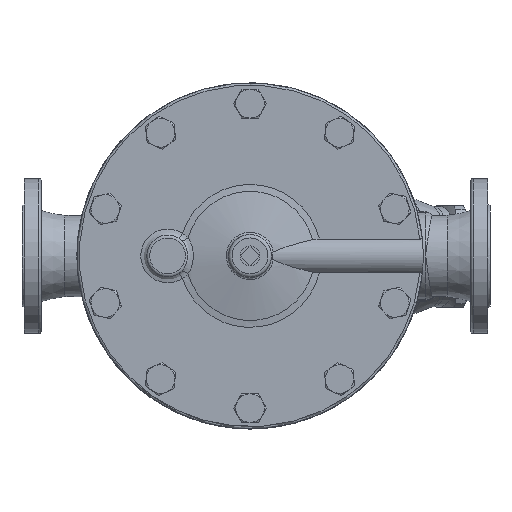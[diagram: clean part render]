
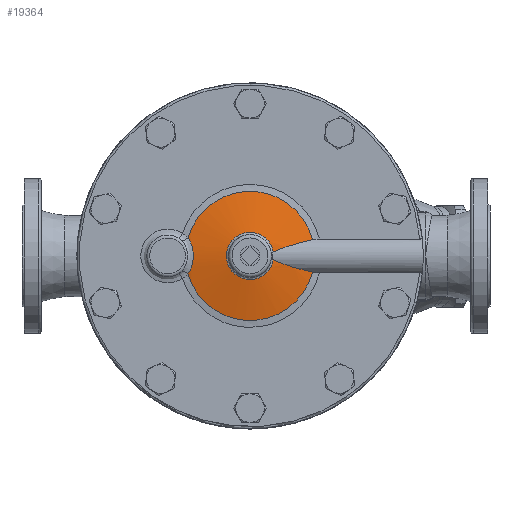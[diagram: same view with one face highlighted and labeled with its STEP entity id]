
A CAD part, top view. The second image highlights one B-rep face of the part: STEP entity #19364.
In plain terms, the highlighted spherical face has radius 190 mm.
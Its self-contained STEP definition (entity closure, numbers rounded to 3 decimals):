
#18967=CARTESIAN_POINT('',(-51.921,-15.276,24.929));
#18968=VERTEX_POINT('',#18967);
#18976=CARTESIAN_POINT('',(-51.921,15.276,24.929));
#18977=VERTEX_POINT('',#18976);
#18978=CARTESIAN_POINT('',(-51.921,-15.276,24.929));
#18979=CARTESIAN_POINT('',(-51.49,-14.66,25.103));
#18980=CARTESIAN_POINT('',(-50.686,-13.373,25.431));
#18981=CARTESIAN_POINT('',(-49.673,-11.307,25.848));
#18982=CARTESIAN_POINT('',(-48.859,-9.147,26.187));
#18983=CARTESIAN_POINT('',(-48.138,-6.556,26.491));
#18984=CARTESIAN_POINT('',(-47.748,-4.257,26.658));
#18985=CARTESIAN_POINT('',(-47.535,-1.938,26.75));
#18986=CARTESIAN_POINT('',(-47.464,-0.005,26.781));
#18987=CARTESIAN_POINT('',(-47.548,2.319,26.745));
#18988=CARTESIAN_POINT('',(-47.805,4.636,26.634));
#18989=CARTESIAN_POINT('',(-48.239,6.915,26.449));
#18990=CARTESIAN_POINT('',(-48.856,9.137,26.189));
#18991=CARTESIAN_POINT('',(-49.672,11.306,25.848));
#18992=CARTESIAN_POINT('',(-50.686,13.372,25.431));
#18993=CARTESIAN_POINT('',(-51.49,14.66,25.103));
#18994=CARTESIAN_POINT('',(-51.921,15.276,24.929));
#18995=B_SPLINE_CURVE_WITH_KNOTS('',3,(#18978,#18979,#18980,#18981,#18982,#18983,#18984,#18985,#18986,#18987,#18988,#18989,#18990,#18991,#18992,#18993,#18994),.UNSPECIFIED.,.F.,.U.,(4,1,1,1,1,1,1,1,1,1,1,1,1,1,4),(-3.347,-3.108,-2.869,-2.63,-2.391,-2.032,-1.912,-1.673,-1.434,-1.195,-0.956,-0.717,-0.478,-0.239,0.0),.UNSPECIFIED.);
#18996=EDGE_CURVE('',#18968,#18977,#18995,.T.);
#19268=CARTESIAN_POINT('',(52.383,13.61,24.929));
#19269=VERTEX_POINT('',#19268);
#19270=CARTESIAN_POINT('',(0.,0.0,24.929));
#19271=DIRECTION('',(0.0,0.0,-1.0));
#19272=DIRECTION('',(0.0,1.0,0.0));
#19273=AXIS2_PLACEMENT_3D('',#19270,#19271,#19272);
#19274=CIRCLE('',#19273,54.122);
#19275=EDGE_CURVE('',#18977,#19269,#19274,.T.);
#19291=CARTESIAN_POINT('',(0.,0.0,-157.2));
#19292=DIRECTION('',(0.0,0.0,1.0));
#19293=DIRECTION('',(1.0,0.0,0.0));
#19294=AXIS2_PLACEMENT_3D('',#19291,#19292,#19293);
#19295=SPHERICAL_SURFACE('',#19294,190.);
#19296=ORIENTED_EDGE('',*,*,#18996,.F.);
#19297=CARTESIAN_POINT('',(52.383,-13.61,24.929));
#19298=VERTEX_POINT('',#19297);
#19299=CARTESIAN_POINT('',(0.,0.0,24.929));
#19300=DIRECTION('',(0.0,0.0,-1.0));
#19301=DIRECTION('',(0.0,1.0,0.0));
#19302=AXIS2_PLACEMENT_3D('',#19299,#19300,#19301);
#19303=CIRCLE('',#19302,54.122);
#19304=EDGE_CURVE('',#19298,#18968,#19303,.T.);
#19305=ORIENTED_EDGE('',*,*,#19304,.F.);
#19306=CARTESIAN_POINT('',(19.514,-3.301,31.766));
#19307=VERTEX_POINT('',#19306);
#19308=CARTESIAN_POINT('',(52.383,-13.61,24.929));
#19309=CARTESIAN_POINT('',(48.208,-12.742,26.194));
#19310=CARTESIAN_POINT('',(43.935,-11.698,27.334));
#19311=CARTESIAN_POINT('',(39.744,-10.536,28.298));
#19312=CARTESIAN_POINT('',(36.233,-9.563,29.105));
#19313=CARTESIAN_POINT('',(32.778,-8.511,29.791));
#19314=CARTESIAN_POINT('',(29.497,-7.394,30.351));
#19315=CARTESIAN_POINT('',(29.012,-7.229,30.433));
#19316=CARTESIAN_POINT('',(28.532,-7.062,30.513));
#19317=CARTESIAN_POINT('',(28.056,-6.894,30.591));
#19318=CARTESIAN_POINT('',(27.618,-6.74,30.662));
#19319=CARTESIAN_POINT('',(27.187,-6.585,30.73));
#19320=CARTESIAN_POINT('',(26.741,-6.422,30.799));
#19321=CARTESIAN_POINT('',(25.481,-5.96,30.994));
#19322=CARTESIAN_POINT('',(24.147,-5.447,31.186));
#19323=CARTESIAN_POINT('',(22.83,-4.886,31.36));
#19324=CARTESIAN_POINT('',(21.688,-4.399,31.511));
#19325=CARTESIAN_POINT('',(20.559,-3.879,31.648));
#19326=CARTESIAN_POINT('',(19.514,-3.301,31.766));
#19327=B_SPLINE_CURVE_WITH_KNOTS('',3,(#19308,#19309,#19310,#19311,#19312,#19313,#19314,#19315,#19316,#19317,#19318,#19319,#19320,#19321,#19322,#19323,#19324,#19325,#19326),.UNSPECIFIED.,.F.,.U.,(4,3,3,3,3,3,4),(1.197,2.429,3.461,3.613,3.753,4.149,4.493),.UNSPECIFIED.);
#19328=EDGE_CURVE('',#19298,#19307,#19327,.T.);
#19329=ORIENTED_EDGE('',*,*,#19328,.T.);
#19330=CARTESIAN_POINT('',(19.514,3.301,31.766));
#19331=VERTEX_POINT('',#19330);
#19332=CARTESIAN_POINT('',(0.,0.0,31.766));
#19333=DIRECTION('',(0.0,0.0,1.0));
#19334=DIRECTION('',(1.0,0.0,0.0));
#19335=AXIS2_PLACEMENT_3D('',#19332,#19333,#19334);
#19336=CIRCLE('',#19335,19.792);
#19337=EDGE_CURVE('',#19331,#19307,#19336,.T.);
#19338=ORIENTED_EDGE('',*,*,#19337,.F.);
#19339=CARTESIAN_POINT('',(19.514,3.301,31.766));
#19340=CARTESIAN_POINT('',(20.553,3.875,31.649));
#19341=CARTESIAN_POINT('',(21.675,4.393,31.513));
#19342=CARTESIAN_POINT('',(22.811,4.877,31.363));
#19343=CARTESIAN_POINT('',(24.038,5.401,31.201));
#19344=CARTESIAN_POINT('',(25.282,5.883,31.023));
#19345=CARTESIAN_POINT('',(26.467,6.321,30.841));
#19346=CARTESIAN_POINT('',(26.838,6.458,30.785));
#19347=CARTESIAN_POINT('',(27.201,6.59,30.728));
#19348=CARTESIAN_POINT('',(27.561,6.718,30.67));
#19349=CARTESIAN_POINT('',(30.293,7.696,30.235));
#19350=CARTESIAN_POINT('',(33.17,8.62,29.71));
#19351=CARTESIAN_POINT('',(36.116,9.495,29.094));
#19352=CARTESIAN_POINT('',(40.252,10.724,28.23));
#19353=CARTESIAN_POINT('',(44.525,11.85,27.184));
#19354=CARTESIAN_POINT('',(48.75,12.816,25.992));
#19355=CARTESIAN_POINT('',(49.966,13.095,25.649));
#19356=CARTESIAN_POINT('',(51.178,13.36,25.294));
#19357=CARTESIAN_POINT('',(52.383,13.61,24.929));
#19358=B_SPLINE_CURVE_WITH_KNOTS('',3,(#19339,#19340,#19341,#19342,#19343,#19344,#19345,#19346,#19347,#19348,#19349,#19350,#19351,#19352,#19353,#19354,#19355,#19356,#19357),.UNSPECIFIED.,.F.,.U.,(4,3,3,3,3,3,4),(5.441,5.783,6.152,6.267,7.147,8.381,8.736),.UNSPECIFIED.);
#19359=EDGE_CURVE('',#19331,#19269,#19358,.T.);
#19360=ORIENTED_EDGE('',*,*,#19359,.T.);
#19361=ORIENTED_EDGE('',*,*,#19275,.F.);
#19362=EDGE_LOOP('',(#19296,#19305,#19329,#19338,#19360,#19361));
#19363=FACE_OUTER_BOUND('',#19362,.T.);
#19364=ADVANCED_FACE('',(#19363),#19295,.T.);
